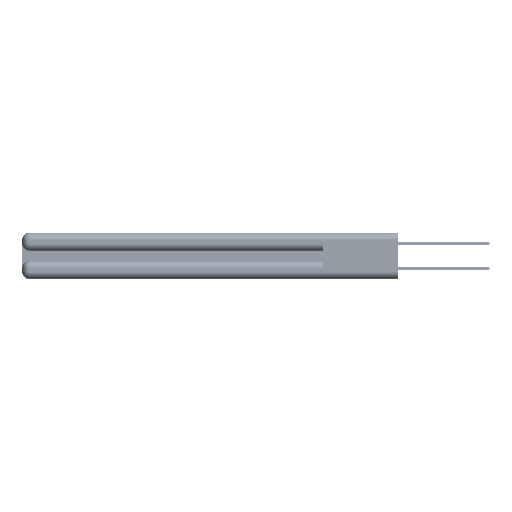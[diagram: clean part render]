
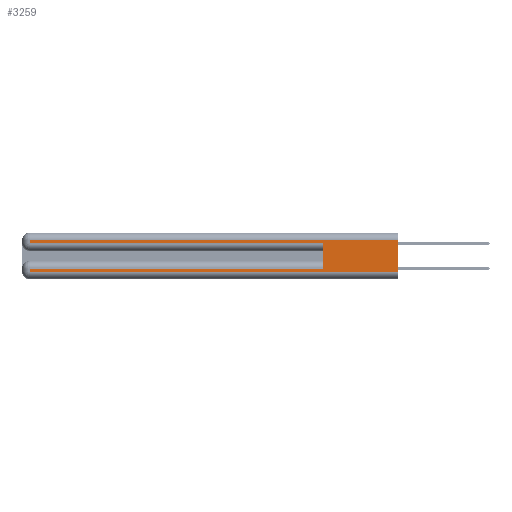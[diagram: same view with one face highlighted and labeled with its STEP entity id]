
A CAD part, left-side view. The second image highlights one B-rep face of the part: STEP entity #3259.
In plain terms, the highlighted planar face has unit normal (-1, 0, 0).
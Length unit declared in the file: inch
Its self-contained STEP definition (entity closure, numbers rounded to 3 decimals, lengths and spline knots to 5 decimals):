
#1169 = LINE ( 'NONE', #3271, #43120 ) ;
#3259 = ADVANCED_FACE ( 'NONE', ( #32488 ), #40455, .F. ) ;
#3271 = CARTESIAN_POINT ( 'NONE',  ( 0., 0., 0.37 ) ) ;
#3384 = VECTOR ( 'NONE', #10900, 39.37008 ) ;
#4117 = DIRECTION ( 'NONE',  ( 0., 0., -1. ) ) ;
#4360 = LINE ( 'NONE', #16945, #48942 ) ;
#4508 = LINE ( 'NONE', #6651, #15622 ) ;
#5895 = VECTOR ( 'NONE', #49138, 39.37008 ) ;
#6651 = CARTESIAN_POINT ( 'NONE',  ( 0., 0., 0.085 ) ) ;
#6725 = CARTESIAN_POINT ( 'NONE',  ( 0., 2.94, 0.37 ) ) ;
#7696 = EDGE_LOOP ( 'NONE', ( #7943, #50568, #18460, #28368, #27763, #50041, #46805, #17986 ) ) ;
#7943 = ORIENTED_EDGE ( 'NONE', *, *, #52424, .F. ) ;
#9021 = DIRECTION ( 'NONE',  ( 0., 1., 0. ) ) ;
#10796 = VERTEX_POINT ( 'NONE', #25088 ) ;
#10900 = DIRECTION ( 'NONE',  ( 0., 0., -1. ) ) ;
#11948 = VERTEX_POINT ( 'NONE', #42209 ) ;
#12854 = VERTEX_POINT ( 'NONE', #38025 ) ;
#13308 = CARTESIAN_POINT ( 'NONE',  ( 0., 0., 0.31 ) ) ;
#14847 = DIRECTION ( 'NONE',  ( 0., 1., 0. ) ) ;
#15582 = LINE ( 'NONE', #35699, #25453 ) ;
#15590 = CARTESIAN_POINT ( 'NONE',  ( 0., 0.6, 0.145 ) ) ;
#15622 = VECTOR ( 'NONE', #14847, 39.37008 ) ;
#15858 = DIRECTION ( 'NONE',  ( 0., 0., -1. ) ) ;
#16510 = VERTEX_POINT ( 'NONE', #46908 ) ;
#16589 = VECTOR ( 'NONE', #9021, 39.37008 ) ;
#16945 = CARTESIAN_POINT ( 'NONE',  ( 0., 0., 0.06 ) ) ;
#17443 = CARTESIAN_POINT ( 'NONE',  ( 0., 0., 0.31 ) ) ;
#17986 = ORIENTED_EDGE ( 'NONE', *, *, #41765, .T. ) ;
#18460 = ORIENTED_EDGE ( 'NONE', *, *, #42594, .T. ) ;
#18739 = EDGE_CURVE ( 'NONE', #24443, #11948, #27769, .T. ) ;
#18820 = VECTOR ( 'NONE', #39742, 39.37008 ) ;
#19211 = DIRECTION ( 'NONE',  ( 0., -1., 0. ) ) ;
#19546 = CARTESIAN_POINT ( 'NONE',  ( 0., 0.6, 0.285 ) ) ;
#20108 = LINE ( 'NONE', #27286, #18820 ) ;
#21129 = CARTESIAN_POINT ( 'NONE',  ( 0., 2.94, 0.06 ) ) ;
#24443 = VERTEX_POINT ( 'NONE', #13308 ) ;
#25088 = CARTESIAN_POINT ( 'NONE',  ( 0., 0., 0.06 ) ) ;
#25453 = VECTOR ( 'NONE', #19211, 39.37008 ) ;
#26731 = AXIS2_PLACEMENT_3D ( 'NONE', #33214, #29216, #4117 ) ;
#27286 = CARTESIAN_POINT ( 'NONE',  ( 0., 2.94, 0.37 ) ) ;
#27763 = ORIENTED_EDGE ( 'NONE', *, *, #30921, .F. ) ;
#27769 = LINE ( 'NONE', #17443, #16589 ) ;
#27811 = EDGE_CURVE ( 'NONE', #12854, #52319, #15582, .T. ) ;
#28140 = LINE ( 'NONE', #15590, #5895 ) ;
#28368 = ORIENTED_EDGE ( 'NONE', *, *, #27811, .T. ) ;
#29216 = DIRECTION ( 'NONE',  ( 1., 0., 0. ) ) ;
#30921 = EDGE_CURVE ( 'NONE', #16510, #52319, #28140, .T. ) ;
#32488 = FACE_OUTER_BOUND ( 'NONE', #7696, .T. ) ;
#33154 = CARTESIAN_POINT ( 'NONE',  ( 0., 2.94, 0.085 ) ) ;
#33214 = CARTESIAN_POINT ( 'NONE',  ( 0., 0., 0.37 ) ) ;
#35699 = CARTESIAN_POINT ( 'NONE',  ( 0., 0., 0.285 ) ) ;
#36784 = LINE ( 'NONE', #6725, #3384 ) ;
#38025 = CARTESIAN_POINT ( 'NONE',  ( 0., 2.94, 0.285 ) ) ;
#39742 = DIRECTION ( 'NONE',  ( 0., 0., -1. ) ) ;
#40455 = PLANE ( 'NONE',  #26731 ) ;
#41438 = EDGE_CURVE ( 'NONE', #45828, #42904, #20108, .T. ) ;
#41765 = EDGE_CURVE ( 'NONE', #42904, #10796, #4360, .T. ) ;
#42209 = CARTESIAN_POINT ( 'NONE',  ( 0., 2.94, 0.31 ) ) ;
#42594 = EDGE_CURVE ( 'NONE', #11948, #12854, #36784, .T. ) ;
#42904 = VERTEX_POINT ( 'NONE', #21129 ) ;
#43120 = VECTOR ( 'NONE', #15858, 39.37008 ) ;
#45828 = VERTEX_POINT ( 'NONE', #33154 ) ;
#46805 = ORIENTED_EDGE ( 'NONE', *, *, #41438, .T. ) ;
#46908 = CARTESIAN_POINT ( 'NONE',  ( 0., 0.6, 0.085 ) ) ;
#48942 = VECTOR ( 'NONE', #54126, 39.37008 ) ;
#49138 = DIRECTION ( 'NONE',  ( 0., 0., 1. ) ) ;
#50041 = ORIENTED_EDGE ( 'NONE', *, *, #51630, .T. ) ;
#50568 = ORIENTED_EDGE ( 'NONE', *, *, #18739, .T. ) ;
#51630 = EDGE_CURVE ( 'NONE', #16510, #45828, #4508, .T. ) ;
#52319 = VERTEX_POINT ( 'NONE', #19546 ) ;
#52424 = EDGE_CURVE ( 'NONE', #24443, #10796, #1169, .T. ) ;
#54126 = DIRECTION ( 'NONE',  ( 0., -1., 0. ) ) ;
